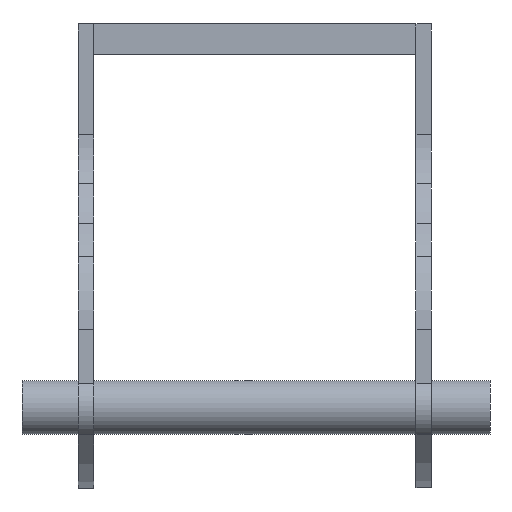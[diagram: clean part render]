
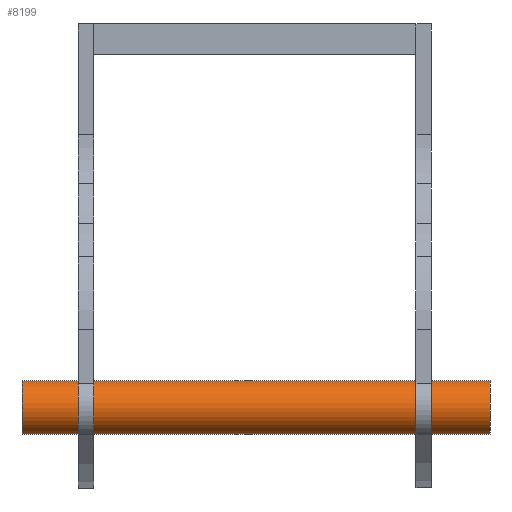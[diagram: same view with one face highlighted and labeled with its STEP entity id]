
A CAD part, left-side view. The second image highlights one B-rep face of the part: STEP entity #8199.
In plain terms, the highlighted cylindrical face has radius 7 mm (diameter 14 mm), a partial arc.
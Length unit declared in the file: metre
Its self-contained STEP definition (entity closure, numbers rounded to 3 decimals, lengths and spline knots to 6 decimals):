
#60 = CYLINDRICAL_SURFACE ( 'NONE', #8228, 0.007 ) ;
#286 = CARTESIAN_POINT ( 'NONE',  ( 0.098982, 0.159486, 0.176946 ) ) ;
#725 = CARTESIAN_POINT ( 'NONE',  ( 0.098982, 0.166486, 0.176946 ) ) ;
#909 = EDGE_CURVE ( 'NONE', #11011, #10897, #10354, .T. ) ;
#1162 = VERTEX_POINT ( 'NONE', #9207 ) ;
#1262 = EDGE_CURVE ( 'NONE', #1162, #10897, #2324, .T. ) ;
#1758 = EDGE_CURVE ( 'NONE', #2856, #1162, #11082, .T. ) ;
#2018 = EDGE_LOOP ( 'NONE', ( #10989, #8820, #7111, #9247 ) ) ;
#2324 = CIRCLE ( 'NONE', #4529, 0.007 ) ;
#2525 = AXIS2_PLACEMENT_3D ( 'NONE', #8587, #8545, #6717 ) ;
#2856 = VERTEX_POINT ( 'NONE', #9878 ) ;
#4125 = CARTESIAN_POINT ( 'NONE',  ( 0.098982, 0.173486, 0.176946 ) ) ;
#4529 = AXIS2_PLACEMENT_3D ( 'NONE', #5143, #6008, #5220 ) ;
#4539 = DIRECTION ( 'NONE',  ( 0., -1., 0. ) ) ;
#5070 = DIRECTION ( 'NONE',  ( -1., 0., 0. ) ) ;
#5143 = CARTESIAN_POINT ( 'NONE',  ( -0.023018, 0.166486, 0.176946 ) ) ;
#5220 = DIRECTION ( 'NONE',  ( 0., -1., 0. ) ) ;
#5559 = VECTOR ( 'NONE', #5070, 1. ) ;
#6008 = DIRECTION ( 'NONE',  ( 1., 0., 0. ) ) ;
#6640 = FACE_OUTER_BOUND ( 'NONE', #2018, .T. ) ;
#6717 = DIRECTION ( 'NONE',  ( 0., -1., 0. ) ) ;
#6948 = CARTESIAN_POINT ( 'NONE',  ( 0.098982, 0.159486, 0.176946 ) ) ;
#6955 = DIRECTION ( 'NONE',  ( -1., 0., 0. ) ) ;
#7111 = ORIENTED_EDGE ( 'NONE', *, *, #1262, .T. ) ;
#8199 = ADVANCED_FACE ( 'NONE', ( #6640 ), #60, .T. ) ;
#8216 = DIRECTION ( 'NONE',  ( -1., 0., 0. ) ) ;
#8228 = AXIS2_PLACEMENT_3D ( 'NONE', #725, #8216, #4539 ) ;
#8545 = DIRECTION ( 'NONE',  ( -1., 0., 0. ) ) ;
#8587 = CARTESIAN_POINT ( 'NONE',  ( 0.098982, 0.166486, 0.176946 ) ) ;
#8820 = ORIENTED_EDGE ( 'NONE', *, *, #1758, .T. ) ;
#9207 = CARTESIAN_POINT ( 'NONE',  ( -0.023018, 0.173486, 0.176946 ) ) ;
#9247 = ORIENTED_EDGE ( 'NONE', *, *, #909, .F. ) ;
#9629 = VECTOR ( 'NONE', #6955, 1. ) ;
#9878 = CARTESIAN_POINT ( 'NONE',  ( 0.098982, 0.173486, 0.176946 ) ) ;
#10354 = LINE ( 'NONE', #6948, #5559 ) ;
#10897 = VERTEX_POINT ( 'NONE', #11305 ) ;
#10989 = ORIENTED_EDGE ( 'NONE', *, *, #12074, .T. ) ;
#11011 = VERTEX_POINT ( 'NONE', #286 ) ;
#11082 = LINE ( 'NONE', #4125, #9629 ) ;
#11305 = CARTESIAN_POINT ( 'NONE',  ( -0.023018, 0.159486, 0.176946 ) ) ;
#11680 = CIRCLE ( 'NONE', #2525, 0.007 ) ;
#12074 = EDGE_CURVE ( 'NONE', #11011, #2856, #11680, .T. ) ;
